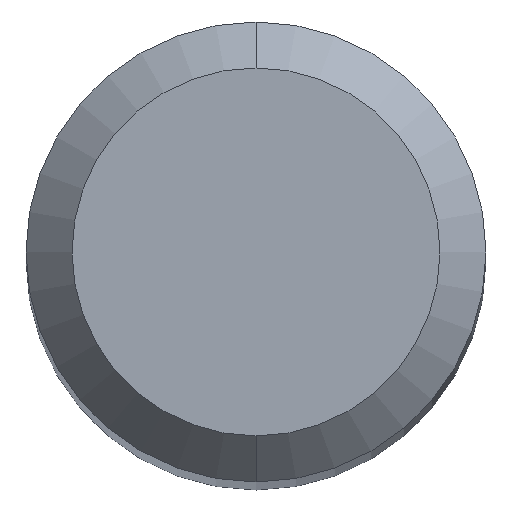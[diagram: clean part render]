
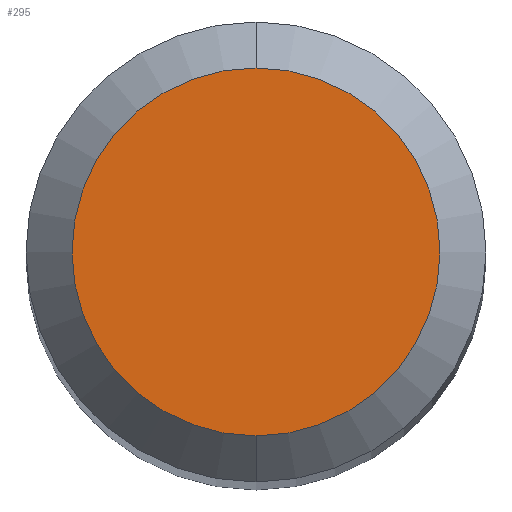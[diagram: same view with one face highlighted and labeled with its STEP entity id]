
A CAD part, top view. The second image highlights one B-rep face of the part: STEP entity #295.
In plain terms, the highlighted planar face has unit normal (0, 0, 1).
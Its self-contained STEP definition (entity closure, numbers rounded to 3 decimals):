
#199=VERTEX_POINT('',#508);
#295=ADVANCED_FACE('',(#615),#616,.T.);
#353=EDGE_CURVE('',#385,#199,#679,.T.);
#385=VERTEX_POINT('',#715);
#417=EDGE_CURVE('',#199,#385,#750,.T.);
#508=CARTESIAN_POINT('',(0.,-1.2,0.0));
#615=FACE_OUTER_BOUND('',#1005,.T.);
#616=PLANE('',#1006);
#679=CIRCLE('',#1117,1.2);
#715=CARTESIAN_POINT('',(0.0,1.2,0.0));
#750=CIRCLE('',#1296,1.2);
#1005=EDGE_LOOP('',(#1620,#1621));
#1006=AXIS2_PLACEMENT_3D('',#1622,#1623,#1624);
#1117=AXIS2_PLACEMENT_3D('',#1688,#1689,#1690);
#1296=AXIS2_PLACEMENT_3D('',#1755,#1756,#1757);
#1620=ORIENTED_EDGE('',*,*,#353,.F.);
#1621=ORIENTED_EDGE('',*,*,#417,.F.);
#1622=CARTESIAN_POINT('',(0.0,0.6,0.0));
#1623=DIRECTION('',(-0.0,0.0,1.0));
#1624=DIRECTION('',(0.0,-1.0,0.0));
#1688=CARTESIAN_POINT('',(0.0,0.0,0.0));
#1689=DIRECTION('',(0.0,0.0,-1.0));
#1690=DIRECTION('',(0.0,1.0,0.0));
#1755=CARTESIAN_POINT('',(0.0,0.0,0.0));
#1756=DIRECTION('',(0.0,0.0,-1.0));
#1757=DIRECTION('',(0.0,1.0,0.0));
